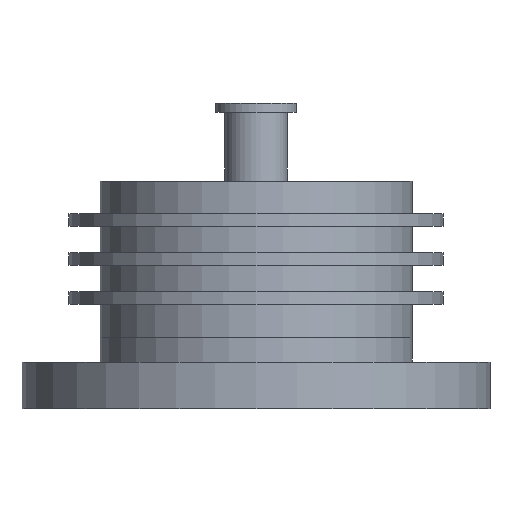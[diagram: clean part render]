
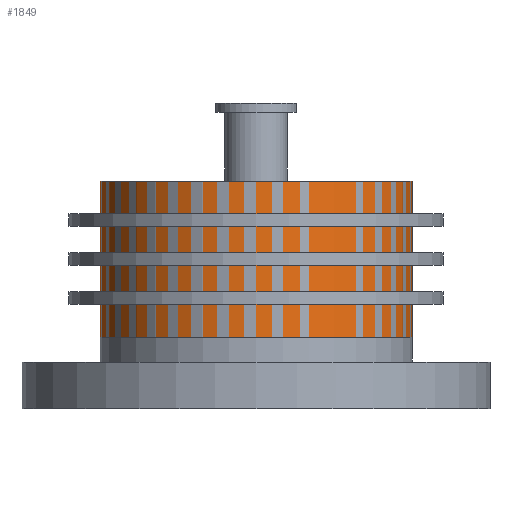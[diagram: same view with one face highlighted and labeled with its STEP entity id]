
A CAD part, front view. The second image highlights one B-rep face of the part: STEP entity #1849.
In plain terms, the highlighted cylindrical face has radius 50 mm (diameter 100 mm), a partial arc.
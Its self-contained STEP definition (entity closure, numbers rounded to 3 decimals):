
#1849 = ADVANCED_FACE('',(#1850),#1864,.T.);
#1850 = FACE_BOUND('',#1851,.T.);
#1851 = EDGE_LOOP('',(#1852,#1885,#1914,#1940));
#1852 = ORIENTED_EDGE('',*,*,#1853,.T.);
#1853 = EDGE_CURVE('',#1854,#1856,#1858,.T.);
#1854 = VERTEX_POINT('',#1855);
#1855 = CARTESIAN_POINT('',(50.,-0.15,0.));
#1856 = VERTEX_POINT('',#1857);
#1857 = CARTESIAN_POINT('',(50.,-0.15,50.));
#1858 = SURFACE_CURVE('',#1859,(#1863,#1874),.PCURVE_S1.);
#1859 = LINE('',#1860,#1861);
#1860 = CARTESIAN_POINT('',(50.,-0.15,0.));
#1861 = VECTOR('',#1862,1.);
#1862 = DIRECTION('',(0.,0.,1.));
#1863 = PCURVE('',#1864,#1869);
#1864 = CYLINDRICAL_SURFACE('',#1865,50.);
#1865 = AXIS2_PLACEMENT_3D('',#1866,#1867,#1868);
#1866 = CARTESIAN_POINT('',(0.,0.,0.));
#1867 = DIRECTION('',(0.,0.,1.));
#1868 = DIRECTION('',(1.,0.,0.));
#1869 = DEFINITIONAL_REPRESENTATION('',(#1870),#1873);
#1870 = B_SPLINE_CURVE_WITH_KNOTS('',1,(#1871,#1872),.UNSPECIFIED.,.F.,
  .F.,(2,2),(0.,50.),.PIECEWISE_BEZIER_KNOTS.);
#1871 = CARTESIAN_POINT('',(6.28,0.));
#1872 = CARTESIAN_POINT('',(6.28,50.));
#1873 = ( GEOMETRIC_REPRESENTATION_CONTEXT(2) 
PARAMETRIC_REPRESENTATION_CONTEXT() REPRESENTATION_CONTEXT('2D SPACE',''
  ) );
#1874 = PCURVE('',#1875,#1880);
#1875 = PLANE('',#1876);
#1876 = AXIS2_PLACEMENT_3D('',#1877,#1878,#1879);
#1877 = CARTESIAN_POINT('',(-50.,-0.15,-0.5));
#1878 = DIRECTION('',(0.,1.,0.));
#1879 = DIRECTION('',(0.,0.,1.));
#1880 = DEFINITIONAL_REPRESENTATION('',(#1881),#1884);
#1881 = B_SPLINE_CURVE_WITH_KNOTS('',1,(#1882,#1883),.UNSPECIFIED.,.F.,
  .F.,(2,2),(0.,50.),.PIECEWISE_BEZIER_KNOTS.);
#1882 = CARTESIAN_POINT('',(0.5,100.));
#1883 = CARTESIAN_POINT('',(50.5,100.));
#1884 = ( GEOMETRIC_REPRESENTATION_CONTEXT(2) 
PARAMETRIC_REPRESENTATION_CONTEXT() REPRESENTATION_CONTEXT('2D SPACE',''
  ) );
#1885 = ORIENTED_EDGE('',*,*,#1886,.F.);
#1886 = EDGE_CURVE('',#1887,#1856,#1889,.T.);
#1887 = VERTEX_POINT('',#1888);
#1888 = CARTESIAN_POINT('',(-50.,-0.15,50.));
#1889 = SURFACE_CURVE('',#1890,(#1895,#1902),.PCURVE_S1.);
#1890 = CIRCLE('',#1891,50.);
#1891 = AXIS2_PLACEMENT_3D('',#1892,#1893,#1894);
#1892 = CARTESIAN_POINT('',(0.,0.,50.));
#1893 = DIRECTION('',(0.,0.,1.));
#1894 = DIRECTION('',(1.,0.,0.));
#1895 = PCURVE('',#1864,#1896);
#1896 = DEFINITIONAL_REPRESENTATION('',(#1897),#1901);
#1897 = LINE('',#1898,#1899);
#1898 = CARTESIAN_POINT('',(0.,50.));
#1899 = VECTOR('',#1900,1.);
#1900 = DIRECTION('',(1.,0.));
#1901 = ( GEOMETRIC_REPRESENTATION_CONTEXT(2) 
PARAMETRIC_REPRESENTATION_CONTEXT() REPRESENTATION_CONTEXT('2D SPACE',''
  ) );
#1902 = PCURVE('',#1903,#1908);
#1903 = PLANE('',#1904);
#1904 = AXIS2_PLACEMENT_3D('',#1905,#1906,#1907);
#1905 = CARTESIAN_POINT('',(0.,0.,50.));
#1906 = DIRECTION('',(0.,0.,1.));
#1907 = DIRECTION('',(1.,0.,0.));
#1908 = DEFINITIONAL_REPRESENTATION('',(#1909),#1913);
#1909 = CIRCLE('',#1910,50.);
#1910 = AXIS2_PLACEMENT_2D('',#1911,#1912);
#1911 = CARTESIAN_POINT('',(0.,0.));
#1912 = DIRECTION('',(1.,0.));
#1913 = ( GEOMETRIC_REPRESENTATION_CONTEXT(2) 
PARAMETRIC_REPRESENTATION_CONTEXT() REPRESENTATION_CONTEXT('2D SPACE',''
  ) );
#1914 = ORIENTED_EDGE('',*,*,#1915,.F.);
#1915 = EDGE_CURVE('',#1916,#1887,#1918,.T.);
#1916 = VERTEX_POINT('',#1917);
#1917 = CARTESIAN_POINT('',(-50.,-0.15,0.));
#1918 = SURFACE_CURVE('',#1919,(#1923,#1929),.PCURVE_S1.);
#1919 = LINE('',#1920,#1921);
#1920 = CARTESIAN_POINT('',(-50.,-0.15,0.));
#1921 = VECTOR('',#1922,1.);
#1922 = DIRECTION('',(0.,0.,1.));
#1923 = PCURVE('',#1864,#1924);
#1924 = DEFINITIONAL_REPRESENTATION('',(#1925),#1928);
#1925 = B_SPLINE_CURVE_WITH_KNOTS('',1,(#1926,#1927),.UNSPECIFIED.,.F.,
  .F.,(2,2),(0.,50.),.PIECEWISE_BEZIER_KNOTS.);
#1926 = CARTESIAN_POINT('',(3.145,0.));
#1927 = CARTESIAN_POINT('',(3.145,50.));
#1928 = ( GEOMETRIC_REPRESENTATION_CONTEXT(2) 
PARAMETRIC_REPRESENTATION_CONTEXT() REPRESENTATION_CONTEXT('2D SPACE',''
  ) );
#1929 = PCURVE('',#1930,#1935);
#1930 = PLANE('',#1931);
#1931 = AXIS2_PLACEMENT_3D('',#1932,#1933,#1934);
#1932 = CARTESIAN_POINT('',(-50.,-0.15,-0.5));
#1933 = DIRECTION('',(0.,1.,0.));
#1934 = DIRECTION('',(0.,0.,1.));
#1935 = DEFINITIONAL_REPRESENTATION('',(#1936),#1939);
#1936 = B_SPLINE_CURVE_WITH_KNOTS('',1,(#1937,#1938),.UNSPECIFIED.,.F.,
  .F.,(2,2),(0.,50.),.PIECEWISE_BEZIER_KNOTS.);
#1937 = CARTESIAN_POINT('',(0.5,0.));
#1938 = CARTESIAN_POINT('',(50.5,0.));
#1939 = ( GEOMETRIC_REPRESENTATION_CONTEXT(2) 
PARAMETRIC_REPRESENTATION_CONTEXT() REPRESENTATION_CONTEXT('2D SPACE',''
  ) );
#1940 = ORIENTED_EDGE('',*,*,#1941,.T.);
#1941 = EDGE_CURVE('',#1916,#1854,#1942,.T.);
#1942 = SURFACE_CURVE('',#1943,(#1948,#1955),.PCURVE_S1.);
#1943 = CIRCLE('',#1944,50.);
#1944 = AXIS2_PLACEMENT_3D('',#1945,#1946,#1947);
#1945 = CARTESIAN_POINT('',(0.,0.,0.));
#1946 = DIRECTION('',(0.,0.,1.));
#1947 = DIRECTION('',(1.,0.,0.));
#1948 = PCURVE('',#1864,#1949);
#1949 = DEFINITIONAL_REPRESENTATION('',(#1950),#1954);
#1950 = LINE('',#1951,#1952);
#1951 = CARTESIAN_POINT('',(0.,0.));
#1952 = VECTOR('',#1953,1.);
#1953 = DIRECTION('',(1.,0.));
#1954 = ( GEOMETRIC_REPRESENTATION_CONTEXT(2) 
PARAMETRIC_REPRESENTATION_CONTEXT() REPRESENTATION_CONTEXT('2D SPACE',''
  ) );
#1955 = PCURVE('',#1956,#1961);
#1956 = PLANE('',#1957);
#1957 = AXIS2_PLACEMENT_3D('',#1958,#1959,#1960);
#1958 = CARTESIAN_POINT('',(0.,0.,0.));
#1959 = DIRECTION('',(0.,0.,1.));
#1960 = DIRECTION('',(1.,0.,0.));
#1961 = DEFINITIONAL_REPRESENTATION('',(#1962),#1966);
#1962 = CIRCLE('',#1963,50.);
#1963 = AXIS2_PLACEMENT_2D('',#1964,#1965);
#1964 = CARTESIAN_POINT('',(0.,0.));
#1965 = DIRECTION('',(1.,0.));
#1966 = ( GEOMETRIC_REPRESENTATION_CONTEXT(2) 
PARAMETRIC_REPRESENTATION_CONTEXT() REPRESENTATION_CONTEXT('2D SPACE',''
  ) );
